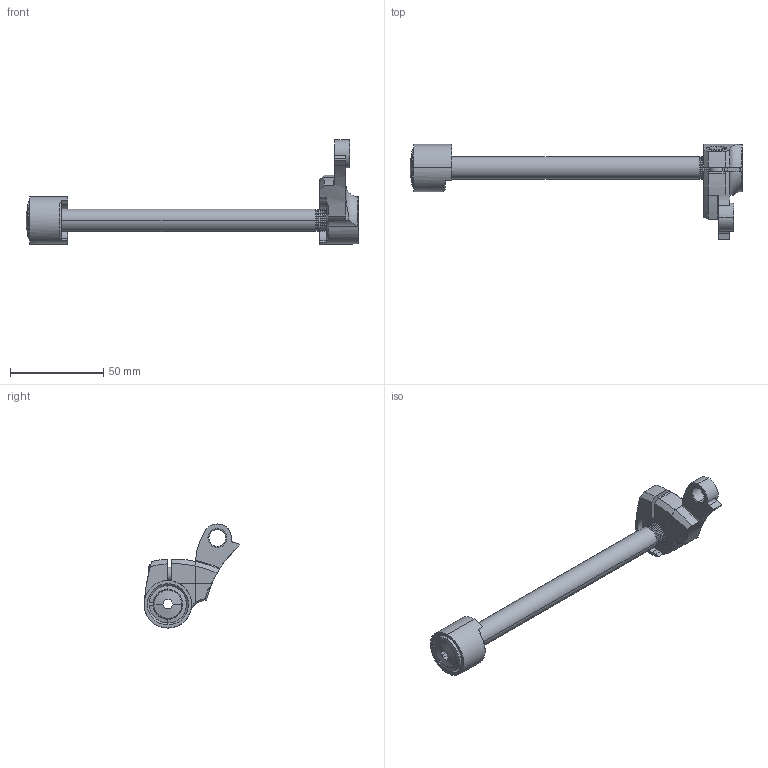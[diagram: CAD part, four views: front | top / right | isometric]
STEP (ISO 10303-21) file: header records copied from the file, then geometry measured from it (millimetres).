
FILE_DESCRIPTION (( 'STEP AP214' ), '1' );
FILE_NAME ('DR2090.STEP', '2014-12-22T23:42:08', ( '' ), ( '' ), 'SwSTEP 2.0', 'SolidWorks 2014', '' );
FILE_SCHEMA (( 'AUTOMOTIVE_DESIGN' ));
Length unit declared in the file: millimetre
Products named in the file (9): SY4010; stainless_steel_washer_12mm; cone_for_12mm_axle_ver-02; 12mm_Axle_ver-01; SY4014; DR4090; DR2090; DR1090R; DR1090L
Assembly tree (8 placements, depth 2):
  DR2090
    DR4090
    SY4014
    12mm_Axle_ver-01
    cone_for_12mm_axle_ver-02
    stainless_steel_washer_12mm
    SY4010
    DR1090L
    DR1090R
Bounding box: 177.67 x 51.23 x 55.69 mm (x, y, z)
Volume: 33599.8 mm3; surface area: 26368.6 mm2
Topology: 8 solids, 8 shells, 321 faces, 744 edges, 448 vertices
Faces by surface type: cone 118, cylinder 97, plane 69, torus 24, bspline 13
Entity records: 10190 total; most frequent: CARTESIAN_POINT 2412, DIRECTION 1671, ORIENTED_EDGE 1484, EDGE_CURVE 742, AXIS2_PLACEMENT_3D 672, VERTEX_POINT 448, CIRCLE 353, EDGE_LOOP 348
